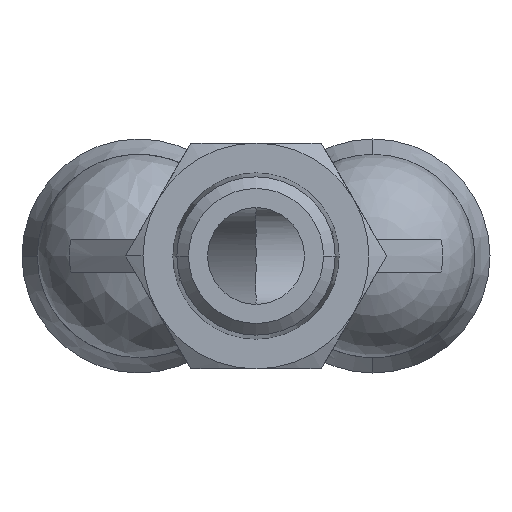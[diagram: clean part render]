
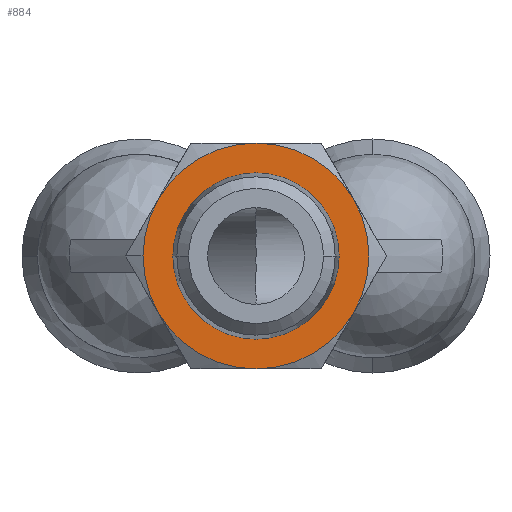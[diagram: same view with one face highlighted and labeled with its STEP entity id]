
A CAD part, front view. The second image highlights one B-rep face of the part: STEP entity #884.
In plain terms, the highlighted planar face has unit normal (0, -1, 0).
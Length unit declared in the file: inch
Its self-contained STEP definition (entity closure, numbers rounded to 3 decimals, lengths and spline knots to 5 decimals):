
#41 = DIRECTION ( 'NONE',  ( 0., -1., 0. ) ) ;
#59 = AXIS2_PLACEMENT_3D ( 'NONE', #2173, #41, #2499 ) ;
#130 = EDGE_CURVE ( 'NONE', #1048, #2826, #2408, .T. ) ;
#365 = CARTESIAN_POINT ( 'NONE',  ( 0., -0.23622, 0. ) ) ;
#367 = VERTEX_POINT ( 'NONE', #998 ) ;
#391 = CARTESIAN_POINT ( 'NONE',  ( 0., -0.23622, 0.27559 ) ) ;
#396 = CARTESIAN_POINT ( 'NONE',  ( 0.23867, -0.23622, 0.1378 ) ) ;
#464 = CARTESIAN_POINT ( 'NONE',  ( 0., -0.23622, 0. ) ) ;
#482 = ORIENTED_EDGE ( 'NONE', *, *, #3016, .F. ) ;
#510 = ORIENTED_EDGE ( 'NONE', *, *, #2834, .T. ) ;
#694 = CARTESIAN_POINT ( 'NONE',  ( 0., -0.23622, 0. ) ) ;
#733 = DIRECTION ( 'NONE',  ( -1., 0., 0. ) ) ;
#743 = AXIS2_PLACEMENT_3D ( 'NONE', #3765, #1846, #4100 ) ;
#841 = DIRECTION ( 'NONE',  ( -1., 0., 0. ) ) ;
#866 = CARTESIAN_POINT ( 'NONE',  ( 0., -0.23622, 0. ) ) ;
#871 = CIRCLE ( 'NONE', #743, 0.27559 ) ;
#873 = EDGE_CURVE ( 'NONE', #2699, #3712, #1535, .T. ) ;
#884 = ADVANCED_FACE ( 'NONE', ( #3351, #4034 ), #1798, .T. ) ;
#942 = CARTESIAN_POINT ( 'NONE',  ( 0., -0.23622, 0. ) ) ;
#950 = CARTESIAN_POINT ( 'NONE',  ( 0., -0.23622, 0. ) ) ;
#998 = CARTESIAN_POINT ( 'NONE',  ( 0.23867, -0.23622, -0.1378 ) ) ;
#1048 = VERTEX_POINT ( 'NONE', #2552 ) ;
#1068 = DIRECTION ( 'NONE',  ( -1., 0., 0. ) ) ;
#1225 = EDGE_LOOP ( 'NONE', ( #1545, #1533, #1921, #510, #2359, #3194, #3343 ) ) ;
#1232 = DIRECTION ( 'NONE',  ( -1., 0., 0. ) ) ;
#1286 = EDGE_CURVE ( 'NONE', #4344, #1601, #1367, .T. ) ;
#1291 = DIRECTION ( 'NONE',  ( -1., 0., 0. ) ) ;
#1297 = DIRECTION ( 'NONE',  ( -1., 0., 0. ) ) ;
#1367 = CIRCLE ( 'NONE', #4045, 0.27559 ) ;
#1377 = VERTEX_POINT ( 'NONE', #2044 ) ;
#1533 = ORIENTED_EDGE ( 'NONE', *, *, #4204, .T. ) ;
#1535 = CIRCLE ( 'NONE', #2227, 0.27559 ) ;
#1545 = ORIENTED_EDGE ( 'NONE', *, *, #873, .T. ) ;
#1601 = VERTEX_POINT ( 'NONE', #3141 ) ;
#1725 = CIRCLE ( 'NONE', #3837, 0.27559 ) ;
#1798 = PLANE ( 'NONE',  #3302 ) ;
#1846 = DIRECTION ( 'NONE',  ( 0., -1., 0. ) ) ;
#1849 = AXIS2_PLACEMENT_3D ( 'NONE', #464, #2903, #841 ) ;
#1921 = ORIENTED_EDGE ( 'NONE', *, *, #2537, .T. ) ;
#1978 = CIRCLE ( 'NONE', #1849, 0.27559 ) ;
#2005 = DIRECTION ( 'NONE',  ( -1., 0., 0. ) ) ;
#2015 = DIRECTION ( 'NONE',  ( 0., -1., 0. ) ) ;
#2028 = CARTESIAN_POINT ( 'NONE',  ( 0., -0.23622, 0. ) ) ;
#2044 = CARTESIAN_POINT ( 'NONE',  ( -0.23867, -0.23622, 0.1378 ) ) ;
#2080 = AXIS2_PLACEMENT_3D ( 'NONE', #866, #3244, #1232 ) ;
#2164 = DIRECTION ( 'NONE',  ( 1., 0., 0. ) ) ;
#2173 = CARTESIAN_POINT ( 'NONE',  ( 0., -0.23622, 0. ) ) ;
#2227 = AXIS2_PLACEMENT_3D ( 'NONE', #365, #2808, #733 ) ;
#2249 = CIRCLE ( 'NONE', #3092, 0.20276 ) ;
#2359 = ORIENTED_EDGE ( 'NONE', *, *, #1286, .T. ) ;
#2408 = CIRCLE ( 'NONE', #4160, 0.20276 ) ;
#2499 = DIRECTION ( 'NONE',  ( -1., 0., 0. ) ) ;
#2534 = CARTESIAN_POINT ( 'NONE',  ( -0.27559, -0.23622, 0. ) ) ;
#2537 = EDGE_CURVE ( 'NONE', #1377, #4294, #871, .T. ) ;
#2552 = CARTESIAN_POINT ( 'NONE',  ( -0.20276, -0.23622, 0. ) ) ;
#2699 = VERTEX_POINT ( 'NONE', #396 ) ;
#2808 = DIRECTION ( 'NONE',  ( 0., -1., 0. ) ) ;
#2810 = EDGE_CURVE ( 'NONE', #367, #2699, #1978, .T. ) ;
#2826 = VERTEX_POINT ( 'NONE', #4124 ) ;
#2827 = ORIENTED_EDGE ( 'NONE', *, *, #130, .F. ) ;
#2834 = EDGE_CURVE ( 'NONE', #4294, #4344, #3591, .T. ) ;
#2903 = DIRECTION ( 'NONE',  ( 0., -1., 0. ) ) ;
#3016 = EDGE_CURVE ( 'NONE', #2826, #1048, #2249, .T. ) ;
#3092 = AXIS2_PLACEMENT_3D ( 'NONE', #694, #3095, #1068 ) ;
#3095 = DIRECTION ( 'NONE',  ( 0., -1., 0. ) ) ;
#3141 = CARTESIAN_POINT ( 'NONE',  ( 0., -0.23622, -0.27559 ) ) ;
#3194 = ORIENTED_EDGE ( 'NONE', *, *, #3916, .T. ) ;
#3197 = EDGE_LOOP ( 'NONE', ( #2827, #482 ) ) ;
#3244 = DIRECTION ( 'NONE',  ( 0., -1., 0. ) ) ;
#3301 = DIRECTION ( 'NONE',  ( 0., -1., 0. ) ) ;
#3302 = AXIS2_PLACEMENT_3D ( 'NONE', #3432, #4052, #2164 ) ;
#3310 = DIRECTION ( 'NONE',  ( 0., -1., 0. ) ) ;
#3343 = ORIENTED_EDGE ( 'NONE', *, *, #2810, .T. ) ;
#3351 = FACE_BOUND ( 'NONE', #3197, .T. ) ;
#3432 = CARTESIAN_POINT ( 'NONE',  ( -0.23917, -0.23622, 0. ) ) ;
#3529 = CIRCLE ( 'NONE', #59, 0.27559 ) ;
#3591 = CIRCLE ( 'NONE', #2080, 0.27559 ) ;
#3712 = VERTEX_POINT ( 'NONE', #391 ) ;
#3765 = CARTESIAN_POINT ( 'NONE',  ( 0., -0.23622, 0. ) ) ;
#3821 = CARTESIAN_POINT ( 'NONE',  ( -0.23867, -0.23622, -0.1378 ) ) ;
#3837 = AXIS2_PLACEMENT_3D ( 'NONE', #942, #3301, #1291 ) ;
#3916 = EDGE_CURVE ( 'NONE', #1601, #367, #1725, .T. ) ;
#4034 = FACE_OUTER_BOUND ( 'NONE', #1225, .T. ) ;
#4045 = AXIS2_PLACEMENT_3D ( 'NONE', #950, #3310, #1297 ) ;
#4052 = DIRECTION ( 'NONE',  ( 0., -1., 0. ) ) ;
#4100 = DIRECTION ( 'NONE',  ( -1., 0., 0. ) ) ;
#4124 = CARTESIAN_POINT ( 'NONE',  ( 0.20276, -0.23622, 0. ) ) ;
#4160 = AXIS2_PLACEMENT_3D ( 'NONE', #2028, #2015, #2005 ) ;
#4204 = EDGE_CURVE ( 'NONE', #3712, #1377, #3529, .T. ) ;
#4294 = VERTEX_POINT ( 'NONE', #2534 ) ;
#4344 = VERTEX_POINT ( 'NONE', #3821 ) ;
